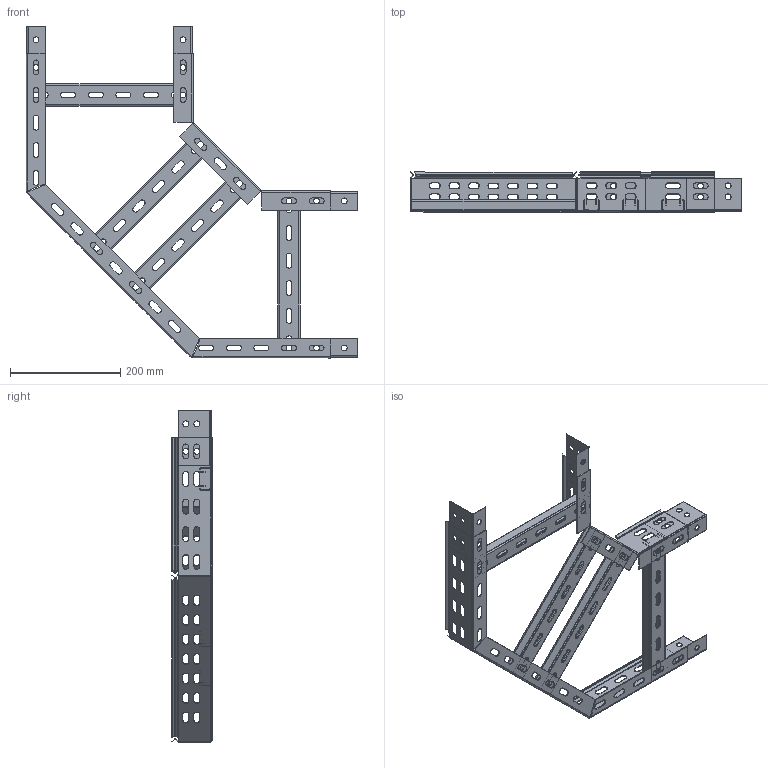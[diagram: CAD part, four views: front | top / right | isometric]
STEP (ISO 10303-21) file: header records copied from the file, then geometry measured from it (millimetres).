
FILE_DESCRIPTION (( 'STEP AP203' ), '1' );
FILE_NAME ('Ñîåäèíèòåëü 90 300 ìì.STEP', '2025-05-20T13:17:22', ( '' ), ( '' ), 'SwSTEP 2.0', 'SolidWorks 2022', '' );
FILE_SCHEMA (( 'CONFIG_CONTROL_DESIGN' ));
Length unit declared in the file: millimetre
Products named in the file (5): С-профиль стальной 300мм; Соединитель 90 300 мм; Соединитель Н50; СтенкаХ-угла 50х300; Стенка 90-угла 50х300
Assembly tree (10 placements, depth 2):
  Соединитель 90 300 мм
    СтенкаХ-угла 50х300
    С-профиль стальной 300мм  x4
    Стенка 90-угла 50х300
    Соединитель Н50  x4
Bounding box: 601.66 x 72.5 x 601.66 mm (x, y, z)
Volume: 477856.8 mm3; surface area: 582898.9 mm2
Topology: 10 solids, 10 shells, 1002 faces, 2570 edges, 1588 vertices
Faces by surface type: plane 548, cylinder 450, bspline 4
Entity records: 21941 total; most frequent: DIRECTION 3766, CARTESIAN_POINT 3761, ORIENTED_EDGE 3568, EDGE_CURVE 1784, AXIS2_PLACEMENT_3D 1309, LINE 1148, VECTOR 1148, VERTEX_POINT 1120
